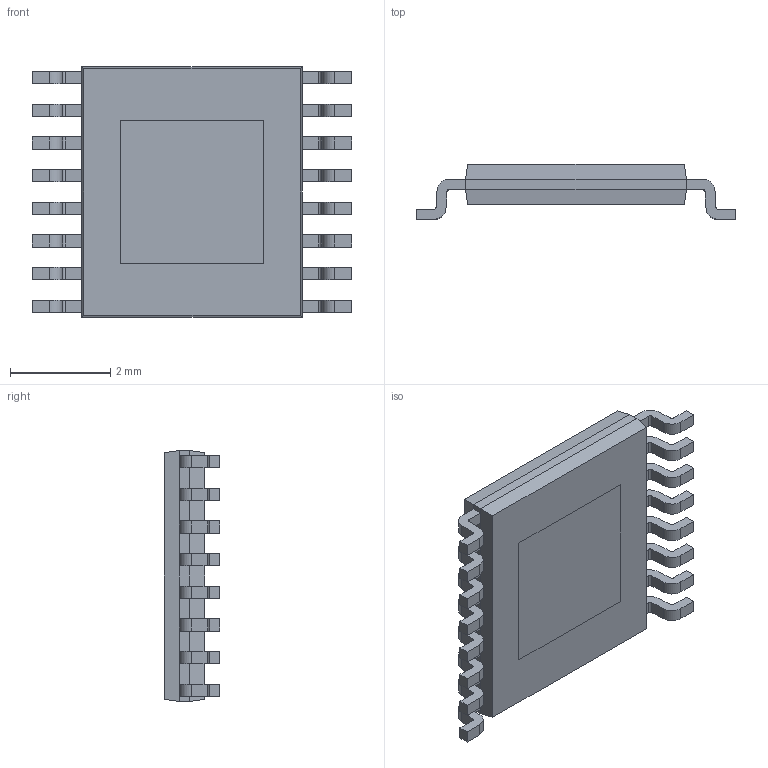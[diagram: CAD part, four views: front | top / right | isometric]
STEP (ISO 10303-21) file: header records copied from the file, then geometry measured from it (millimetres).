
FILE_DESCRIPTION (( 'STEP AP214' ), '1' );
FILE_NAME ('U16E+3.STEP', '2020-12-15T11:23:48', ( '' ), ( '' ), 'SwSTEP 2.0', 'SolidWorks 2018', '' );
FILE_SCHEMA (( 'AUTOMOTIVE_DESIGN' ));
Length unit declared in the file: millimetre
Products named in the file (1): U16E+3
Bounding box: 6.38 x 1.1 x 5 mm (x, y, z)
Volume: 18.5 mm3; surface area: 98.1 mm2
Topology: 18 solids, 18 shells, 249 faces, 628 edges, 416 vertices
Faces by surface type: plane 185, cylinder 64
Entity records: 7613 total; most frequent: CARTESIAN_POINT 1294, ORIENTED_EDGE 1256, DIRECTION 1256, EDGE_CURVE 628, LINE 500, VECTOR 500, VERTEX_POINT 416, AXIS2_PLACEMENT_3D 378
